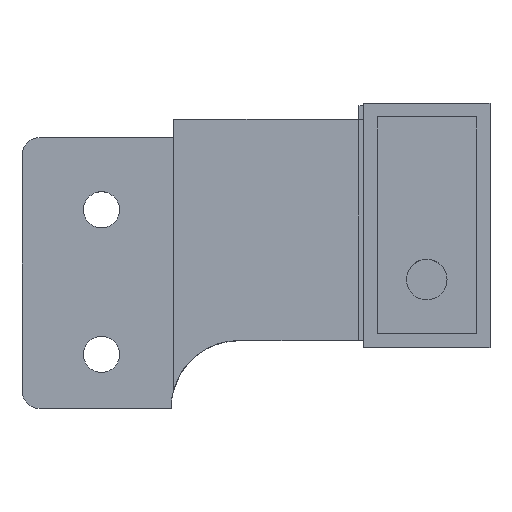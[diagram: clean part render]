
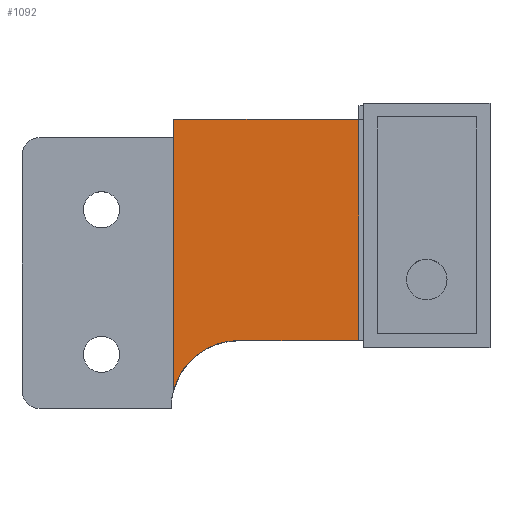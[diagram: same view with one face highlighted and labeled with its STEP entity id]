
A CAD part, top view. The second image highlights one B-rep face of the part: STEP entity #1092.
In plain terms, the highlighted planar face has unit normal (0, 0, 1).
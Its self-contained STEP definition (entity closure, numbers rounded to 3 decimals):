
#13 = DIRECTION ( 'NONE',  ( 0., 0., 1. ) ) ;
#49 = VERTEX_POINT ( 'NONE', #411 ) ;
#65 = LINE ( 'NONE', #174, #544 ) ;
#172 = CARTESIAN_POINT ( 'NONE',  ( 25.2, -29.9, 21. ) ) ;
#174 = CARTESIAN_POINT ( 'NONE',  ( 32.4, -24.5, 21. ) ) ;
#219 = VERTEX_POINT ( 'NONE', #1061 ) ;
#255 = CARTESIAN_POINT ( 'NONE',  ( 50.4, 0., 21. ) ) ;
#268 = DIRECTION ( 'NONE',  ( -1., 0., 0. ) ) ;
#389 = EDGE_CURVE ( 'NONE', #219, #868, #1089, .T. ) ;
#411 = CARTESIAN_POINT ( 'NONE',  ( 50.4, -24.5, 21. ) ) ;
#425 = EDGE_CURVE ( 'NONE', #868, #1228, #582, .T. ) ;
#438 = EDGE_CURVE ( 'NONE', #49, #219, #65, .T. ) ;
#506 = EDGE_CURVE ( 'NONE', #1228, #604, #556, .T. ) ;
#523 = ORIENTED_EDGE ( 'NONE', *, *, #425, .F. ) ;
#544 = VECTOR ( 'NONE', #986, 1000. ) ;
#556 = LINE ( 'NONE', #255, #968 ) ;
#582 = LINE ( 'NONE', #1176, #1237 ) ;
#604 = VERTEX_POINT ( 'NONE', #916 ) ;
#659 = DIRECTION ( 'NONE',  ( 1., 0., 0. ) ) ;
#729 = AXIS2_PLACEMENT_3D ( 'NONE', #958, #1260, #268 ) ;
#733 = DIRECTION ( 'NONE',  ( -1., 0., 0. ) ) ;
#834 = CARTESIAN_POINT ( 'NONE',  ( 50.4, -24.5, 21. ) ) ;
#850 = LINE ( 'NONE', #834, #933 ) ;
#855 = ORIENTED_EDGE ( 'NONE', *, *, #1307, .F. ) ;
#868 = VERTEX_POINT ( 'NONE', #172 ) ;
#880 = DIRECTION ( 'NONE',  ( 0., 1., 0. ) ) ;
#916 = CARTESIAN_POINT ( 'NONE',  ( 50.4, 0., 21. ) ) ;
#929 = PLANE ( 'NONE',  #1037 ) ;
#933 = VECTOR ( 'NONE', #1251, 1000. ) ;
#956 = CARTESIAN_POINT ( 'NONE',  ( 25.2, 0., 21. ) ) ;
#958 = CARTESIAN_POINT ( 'NONE',  ( 32.4, -32., 21. ) ) ;
#968 = VECTOR ( 'NONE', #659, 1000. ) ;
#986 = DIRECTION ( 'NONE',  ( -1., 0., 0. ) ) ;
#1014 = EDGE_LOOP ( 'NONE', ( #1226, #1098, #855, #1133, #523 ) ) ;
#1024 = FACE_OUTER_BOUND ( 'NONE', #1014, .T. ) ;
#1037 = AXIS2_PLACEMENT_3D ( 'NONE', #1139, #13, #733 ) ;
#1061 = CARTESIAN_POINT ( 'NONE',  ( 32.4, -24.5, 21. ) ) ;
#1089 = CIRCLE ( 'NONE', #729, 7.5 ) ;
#1092 = ADVANCED_FACE ( 'NONE', ( #1024 ), #929, .T. ) ;
#1098 = ORIENTED_EDGE ( 'NONE', *, *, #438, .F. ) ;
#1133 = ORIENTED_EDGE ( 'NONE', *, *, #506, .F. ) ;
#1139 = CARTESIAN_POINT ( 'NONE',  ( 32.4, -32., 21. ) ) ;
#1176 = CARTESIAN_POINT ( 'NONE',  ( 25.2, 0., 21. ) ) ;
#1226 = ORIENTED_EDGE ( 'NONE', *, *, #389, .F. ) ;
#1228 = VERTEX_POINT ( 'NONE', #956 ) ;
#1237 = VECTOR ( 'NONE', #880, 1000. ) ;
#1251 = DIRECTION ( 'NONE',  ( 0., -1., 0. ) ) ;
#1260 = DIRECTION ( 'NONE',  ( 0., 0., 1. ) ) ;
#1307 = EDGE_CURVE ( 'NONE', #604, #49, #850, .T. ) ;
